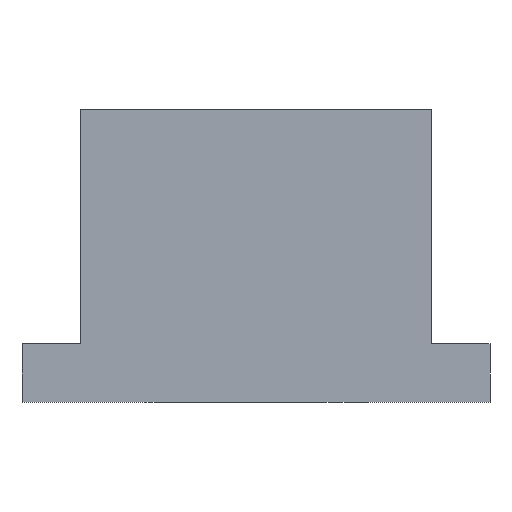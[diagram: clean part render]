
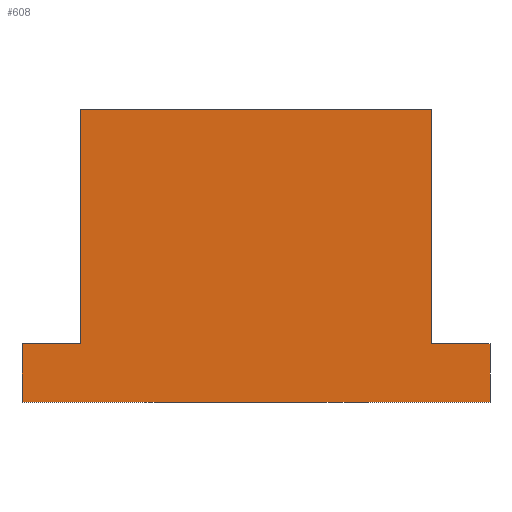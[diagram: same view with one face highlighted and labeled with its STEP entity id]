
A CAD part, front view. The second image highlights one B-rep face of the part: STEP entity #608.
In plain terms, the highlighted planar face has unit normal (0, -1, 0).
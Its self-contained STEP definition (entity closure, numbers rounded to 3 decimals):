
#32 = PLANE('',#33);
#33 = AXIS2_PLACEMENT_3D('',#34,#35,#36);
#34 = CARTESIAN_POINT('',(-20.,20.,0.));
#35 = DIRECTION('',(0.,0.,1.));
#36 = DIRECTION('',(1.,0.,0.));
#57 = VERTEX_POINT('',#58);
#58 = CARTESIAN_POINT('',(20.,-20.,0.));
#72 = PLANE('',#73);
#73 = AXIS2_PLACEMENT_3D('',#74,#75,#76);
#74 = CARTESIAN_POINT('',(20.,20.,0.));
#75 = DIRECTION('',(1.,0.,0.));
#76 = DIRECTION('',(0.,-1.,0.));
#84 = EDGE_CURVE('',#57,#85,#87,.T.);
#85 = VERTEX_POINT('',#86);
#86 = CARTESIAN_POINT('',(-20.,-20.,0.));
#87 = SURFACE_CURVE('',#88,(#92,#99),.PCURVE_S1.);
#88 = LINE('',#89,#90);
#89 = CARTESIAN_POINT('',(20.,-20.,0.));
#90 = VECTOR('',#91,1.);
#91 = DIRECTION('',(-1.,0.,0.));
#92 = PCURVE('',#32,#93);
#93 = DEFINITIONAL_REPRESENTATION('',(#94),#98);
#94 = LINE('',#95,#96);
#95 = CARTESIAN_POINT('',(40.,-40.));
#96 = VECTOR('',#97,1.);
#97 = DIRECTION('',(-1.,0.));
#98 = ( GEOMETRIC_REPRESENTATION_CONTEXT(2) 
PARAMETRIC_REPRESENTATION_CONTEXT() REPRESENTATION_CONTEXT('2D SPACE',''
  ) );
#99 = PCURVE('',#100,#105);
#100 = PLANE('',#101);
#101 = AXIS2_PLACEMENT_3D('',#102,#103,#104);
#102 = CARTESIAN_POINT('',(20.,-20.,0.));
#103 = DIRECTION('',(0.,-1.,0.));
#104 = DIRECTION('',(-1.,0.,0.));
#105 = DEFINITIONAL_REPRESENTATION('',(#106),#110);
#106 = LINE('',#107,#108);
#107 = CARTESIAN_POINT('',(0.,0.));
#108 = VECTOR('',#109,1.);
#109 = DIRECTION('',(1.,0.));
#110 = ( GEOMETRIC_REPRESENTATION_CONTEXT(2) 
PARAMETRIC_REPRESENTATION_CONTEXT() REPRESENTATION_CONTEXT('2D SPACE',''
  ) );
#126 = PLANE('',#127);
#127 = AXIS2_PLACEMENT_3D('',#128,#129,#130);
#128 = CARTESIAN_POINT('',(-20.,-20.,0.));
#129 = DIRECTION('',(-1.,0.,0.));
#130 = DIRECTION('',(0.,1.,0.));
#560 = VERTEX_POINT('',#561);
#561 = CARTESIAN_POINT('',(20.,-20.,5.));
#575 = PLANE('',#576);
#576 = AXIS2_PLACEMENT_3D('',#577,#578,#579);
#577 = CARTESIAN_POINT('',(15.,21.,5.));
#578 = DIRECTION('',(0.,0.,1.));
#579 = DIRECTION('',(1.,0.,0.));
#587 = EDGE_CURVE('',#57,#560,#588,.T.);
#588 = SURFACE_CURVE('',#589,(#593,#600),.PCURVE_S1.);
#589 = LINE('',#590,#591);
#590 = CARTESIAN_POINT('',(20.,-20.,0.));
#591 = VECTOR('',#592,1.);
#592 = DIRECTION('',(0.,0.,1.));
#593 = PCURVE('',#72,#594);
#594 = DEFINITIONAL_REPRESENTATION('',(#595),#599);
#595 = LINE('',#596,#597);
#596 = CARTESIAN_POINT('',(40.,0.));
#597 = VECTOR('',#598,1.);
#598 = DIRECTION('',(0.,-1.));
#599 = ( GEOMETRIC_REPRESENTATION_CONTEXT(2) 
PARAMETRIC_REPRESENTATION_CONTEXT() REPRESENTATION_CONTEXT('2D SPACE',''
  ) );
#600 = PCURVE('',#100,#601);
#601 = DEFINITIONAL_REPRESENTATION('',(#602),#606);
#602 = LINE('',#603,#604);
#603 = CARTESIAN_POINT('',(0.,0.));
#604 = VECTOR('',#605,1.);
#605 = DIRECTION('',(0.,-1.));
#606 = ( GEOMETRIC_REPRESENTATION_CONTEXT(2) 
PARAMETRIC_REPRESENTATION_CONTEXT() REPRESENTATION_CONTEXT('2D SPACE',''
  ) );
#608 = ADVANCED_FACE('',(#609),#100,.T.);
#609 = FACE_BOUND('',#610,.T.);
#610 = EDGE_LOOP('',(#611,#634,#662,#690,#718,#746,#767,#768));
#611 = ORIENTED_EDGE('',*,*,#612,.T.);
#612 = EDGE_CURVE('',#560,#613,#615,.T.);
#613 = VERTEX_POINT('',#614);
#614 = CARTESIAN_POINT('',(15.,-20.,5.));
#615 = SURFACE_CURVE('',#616,(#620,#627),.PCURVE_S1.);
#616 = LINE('',#617,#618);
#617 = CARTESIAN_POINT('',(17.5,-20.,5.));
#618 = VECTOR('',#619,1.);
#619 = DIRECTION('',(-1.,0.,0.));
#620 = PCURVE('',#100,#621);
#621 = DEFINITIONAL_REPRESENTATION('',(#622),#626);
#622 = LINE('',#623,#624);
#623 = CARTESIAN_POINT('',(2.5,-5.));
#624 = VECTOR('',#625,1.);
#625 = DIRECTION('',(1.,0.));
#626 = ( GEOMETRIC_REPRESENTATION_CONTEXT(2) 
PARAMETRIC_REPRESENTATION_CONTEXT() REPRESENTATION_CONTEXT('2D SPACE',''
  ) );
#627 = PCURVE('',#575,#628);
#628 = DEFINITIONAL_REPRESENTATION('',(#629),#633);
#629 = LINE('',#630,#631);
#630 = CARTESIAN_POINT('',(2.5,-41.));
#631 = VECTOR('',#632,1.);
#632 = DIRECTION('',(-1.,0.));
#633 = ( GEOMETRIC_REPRESENTATION_CONTEXT(2) 
PARAMETRIC_REPRESENTATION_CONTEXT() REPRESENTATION_CONTEXT('2D SPACE',''
  ) );
#634 = ORIENTED_EDGE('',*,*,#635,.T.);
#635 = EDGE_CURVE('',#613,#636,#638,.T.);
#636 = VERTEX_POINT('',#637);
#637 = CARTESIAN_POINT('',(15.,-20.,25.));
#638 = SURFACE_CURVE('',#639,(#643,#650),.PCURVE_S1.);
#639 = LINE('',#640,#641);
#640 = CARTESIAN_POINT('',(15.,-20.,12.5));
#641 = VECTOR('',#642,1.);
#642 = DIRECTION('',(0.,0.,1.));
#643 = PCURVE('',#100,#644);
#644 = DEFINITIONAL_REPRESENTATION('',(#645),#649);
#645 = LINE('',#646,#647);
#646 = CARTESIAN_POINT('',(5.,-12.5));
#647 = VECTOR('',#648,1.);
#648 = DIRECTION('',(0.,-1.));
#649 = ( GEOMETRIC_REPRESENTATION_CONTEXT(2) 
PARAMETRIC_REPRESENTATION_CONTEXT() REPRESENTATION_CONTEXT('2D SPACE',''
  ) );
#650 = PCURVE('',#651,#656);
#651 = PLANE('',#652);
#652 = AXIS2_PLACEMENT_3D('',#653,#654,#655);
#653 = CARTESIAN_POINT('',(15.,-21.,25.));
#654 = DIRECTION('',(1.,0.,0.));
#655 = DIRECTION('',(0.,1.,0.));
#656 = DEFINITIONAL_REPRESENTATION('',(#657),#661);
#657 = LINE('',#658,#659);
#658 = CARTESIAN_POINT('',(1.,-12.5));
#659 = VECTOR('',#660,1.);
#660 = DIRECTION('',(0.,1.));
#661 = ( GEOMETRIC_REPRESENTATION_CONTEXT(2) 
PARAMETRIC_REPRESENTATION_CONTEXT() REPRESENTATION_CONTEXT('2D SPACE',''
  ) );
#662 = ORIENTED_EDGE('',*,*,#663,.T.);
#663 = EDGE_CURVE('',#636,#664,#666,.T.);
#664 = VERTEX_POINT('',#665);
#665 = CARTESIAN_POINT('',(-15.,-20.,25.));
#666 = SURFACE_CURVE('',#667,(#671,#678),.PCURVE_S1.);
#667 = LINE('',#668,#669);
#668 = CARTESIAN_POINT('',(20.,-20.,25.));
#669 = VECTOR('',#670,1.);
#670 = DIRECTION('',(-1.,0.,0.));
#671 = PCURVE('',#100,#672);
#672 = DEFINITIONAL_REPRESENTATION('',(#673),#677);
#673 = LINE('',#674,#675);
#674 = CARTESIAN_POINT('',(0.,-25.));
#675 = VECTOR('',#676,1.);
#676 = DIRECTION('',(1.,0.));
#677 = ( GEOMETRIC_REPRESENTATION_CONTEXT(2) 
PARAMETRIC_REPRESENTATION_CONTEXT() REPRESENTATION_CONTEXT('2D SPACE',''
  ) );
#678 = PCURVE('',#679,#684);
#679 = PLANE('',#680);
#680 = AXIS2_PLACEMENT_3D('',#681,#682,#683);
#681 = CARTESIAN_POINT('',(-20.,20.,25.));
#682 = DIRECTION('',(0.,0.,1.));
#683 = DIRECTION('',(1.,0.,0.));
#684 = DEFINITIONAL_REPRESENTATION('',(#685),#689);
#685 = LINE('',#686,#687);
#686 = CARTESIAN_POINT('',(40.,-40.));
#687 = VECTOR('',#688,1.);
#688 = DIRECTION('',(-1.,0.));
#689 = ( GEOMETRIC_REPRESENTATION_CONTEXT(2) 
PARAMETRIC_REPRESENTATION_CONTEXT() REPRESENTATION_CONTEXT('2D SPACE',''
  ) );
#690 = ORIENTED_EDGE('',*,*,#691,.T.);
#691 = EDGE_CURVE('',#664,#692,#694,.T.);
#692 = VERTEX_POINT('',#693);
#693 = CARTESIAN_POINT('',(-15.,-20.,5.));
#694 = SURFACE_CURVE('',#695,(#699,#706),.PCURVE_S1.);
#695 = LINE('',#696,#697);
#696 = CARTESIAN_POINT('',(-15.,-20.,12.5));
#697 = VECTOR('',#698,1.);
#698 = DIRECTION('',(0.,0.,-1.));
#699 = PCURVE('',#100,#700);
#700 = DEFINITIONAL_REPRESENTATION('',(#701),#705);
#701 = LINE('',#702,#703);
#702 = CARTESIAN_POINT('',(35.,-12.5));
#703 = VECTOR('',#704,1.);
#704 = DIRECTION('',(0.,1.));
#705 = ( GEOMETRIC_REPRESENTATION_CONTEXT(2) 
PARAMETRIC_REPRESENTATION_CONTEXT() REPRESENTATION_CONTEXT('2D SPACE',''
  ) );
#706 = PCURVE('',#707,#712);
#707 = PLANE('',#708);
#708 = AXIS2_PLACEMENT_3D('',#709,#710,#711);
#709 = CARTESIAN_POINT('',(-15.,21.,25.));
#710 = DIRECTION('',(-1.,0.,0.));
#711 = DIRECTION('',(0.,-1.,0.));
#712 = DEFINITIONAL_REPRESENTATION('',(#713),#717);
#713 = LINE('',#714,#715);
#714 = CARTESIAN_POINT('',(41.,-12.5));
#715 = VECTOR('',#716,1.);
#716 = DIRECTION('',(0.,-1.));
#717 = ( GEOMETRIC_REPRESENTATION_CONTEXT(2) 
PARAMETRIC_REPRESENTATION_CONTEXT() REPRESENTATION_CONTEXT('2D SPACE',''
  ) );
#718 = ORIENTED_EDGE('',*,*,#719,.T.);
#719 = EDGE_CURVE('',#692,#720,#722,.T.);
#720 = VERTEX_POINT('',#721);
#721 = CARTESIAN_POINT('',(-20.,-20.,5.));
#722 = SURFACE_CURVE('',#723,(#727,#734),.PCURVE_S1.);
#723 = LINE('',#724,#725);
#724 = CARTESIAN_POINT('',(-0.5,-20.,5.));
#725 = VECTOR('',#726,1.);
#726 = DIRECTION('',(-1.,0.,0.));
#727 = PCURVE('',#100,#728);
#728 = DEFINITIONAL_REPRESENTATION('',(#729),#733);
#729 = LINE('',#730,#731);
#730 = CARTESIAN_POINT('',(20.5,-5.));
#731 = VECTOR('',#732,1.);
#732 = DIRECTION('',(1.,0.));
#733 = ( GEOMETRIC_REPRESENTATION_CONTEXT(2) 
PARAMETRIC_REPRESENTATION_CONTEXT() REPRESENTATION_CONTEXT('2D SPACE',''
  ) );
#734 = PCURVE('',#735,#740);
#735 = PLANE('',#736);
#736 = AXIS2_PLACEMENT_3D('',#737,#738,#739);
#737 = CARTESIAN_POINT('',(-21.,21.,5.));
#738 = DIRECTION('',(0.,0.,1.));
#739 = DIRECTION('',(1.,0.,0.));
#740 = DEFINITIONAL_REPRESENTATION('',(#741),#745);
#741 = LINE('',#742,#743);
#742 = CARTESIAN_POINT('',(20.5,-41.));
#743 = VECTOR('',#744,1.);
#744 = DIRECTION('',(-1.,0.));
#745 = ( GEOMETRIC_REPRESENTATION_CONTEXT(2) 
PARAMETRIC_REPRESENTATION_CONTEXT() REPRESENTATION_CONTEXT('2D SPACE',''
  ) );
#746 = ORIENTED_EDGE('',*,*,#747,.F.);
#747 = EDGE_CURVE('',#85,#720,#748,.T.);
#748 = SURFACE_CURVE('',#749,(#753,#760),.PCURVE_S1.);
#749 = LINE('',#750,#751);
#750 = CARTESIAN_POINT('',(-20.,-20.,0.));
#751 = VECTOR('',#752,1.);
#752 = DIRECTION('',(0.,0.,1.));
#753 = PCURVE('',#100,#754);
#754 = DEFINITIONAL_REPRESENTATION('',(#755),#759);
#755 = LINE('',#756,#757);
#756 = CARTESIAN_POINT('',(40.,0.));
#757 = VECTOR('',#758,1.);
#758 = DIRECTION('',(0.,-1.));
#759 = ( GEOMETRIC_REPRESENTATION_CONTEXT(2) 
PARAMETRIC_REPRESENTATION_CONTEXT() REPRESENTATION_CONTEXT('2D SPACE',''
  ) );
#760 = PCURVE('',#126,#761);
#761 = DEFINITIONAL_REPRESENTATION('',(#762),#766);
#762 = LINE('',#763,#764);
#763 = CARTESIAN_POINT('',(0.,0.));
#764 = VECTOR('',#765,1.);
#765 = DIRECTION('',(0.,-1.));
#766 = ( GEOMETRIC_REPRESENTATION_CONTEXT(2) 
PARAMETRIC_REPRESENTATION_CONTEXT() REPRESENTATION_CONTEXT('2D SPACE',''
  ) );
#767 = ORIENTED_EDGE('',*,*,#84,.F.);
#768 = ORIENTED_EDGE('',*,*,#587,.T.);
